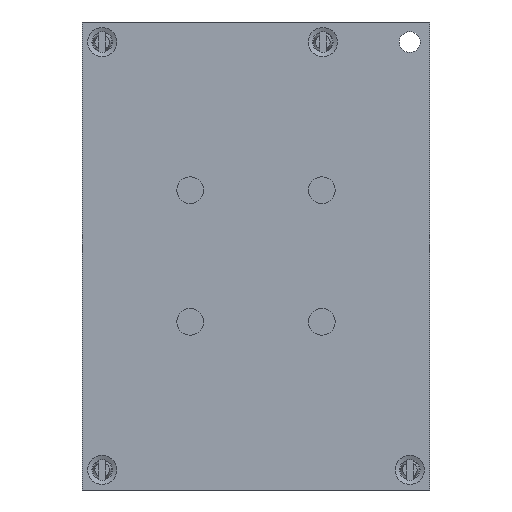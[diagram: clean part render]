
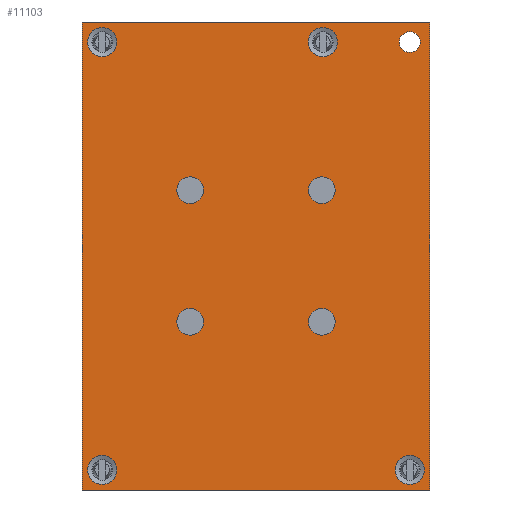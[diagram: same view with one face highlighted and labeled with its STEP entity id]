
A CAD part, front view. The second image highlights one B-rep face of the part: STEP entity #11103.
In plain terms, the highlighted planar face has unit normal (0, -1, 0).
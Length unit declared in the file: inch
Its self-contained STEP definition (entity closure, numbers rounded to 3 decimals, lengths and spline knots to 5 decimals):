
#10687=CARTESIAN_POINT('',(1.572,0.25,3.2));
#10688=VERTEX_POINT('',#10687);
#10695=CARTESIAN_POINT('',(1.65,0.25,3.2));
#10696=DIRECTION('',(0.,1.,0.));
#10697=DIRECTION('',(1.,0.,0.));
#10698=AXIS2_PLACEMENT_3D('',#10695,#10696,#10697);
#10699=CIRCLE('',#10698,0.078);
#10700=EDGE_CURVE('',#10688,#10688,#10699,.T.);
#10720=CARTESIAN_POINT('',(1.564,0.25,1.108));
#10721=VERTEX_POINT('',#10720);
#10728=CARTESIAN_POINT('',(1.642,0.25,1.108));
#10729=DIRECTION('',(0.,1.,0.));
#10730=DIRECTION('',(1.,0.,0.));
#10731=AXIS2_PLACEMENT_3D('',#10728,#10729,#10730);
#10732=CIRCLE('',#10731,0.078);
#10733=EDGE_CURVE('',#10721,#10721,#10732,.T.);
#10753=CARTESIAN_POINT('',(1.564,0.25,2.092));
#10754=VERTEX_POINT('',#10753);
#10761=CARTESIAN_POINT('',(1.642,0.25,2.092));
#10762=DIRECTION('',(0.,1.,0.));
#10763=DIRECTION('',(1.,0.,0.));
#10764=AXIS2_PLACEMENT_3D('',#10761,#10762,#10763);
#10765=CIRCLE('',#10764,0.078);
#10766=EDGE_CURVE('',#10754,#10754,#10765,.T.);
#10786=CARTESIAN_POINT('',(0.58,0.25,2.092));
#10787=VERTEX_POINT('',#10786);
#10794=CARTESIAN_POINT('',(0.658,0.25,2.092));
#10795=DIRECTION('',(0.,1.,0.));
#10796=DIRECTION('',(1.,0.,0.));
#10797=AXIS2_PLACEMENT_3D('',#10794,#10795,#10796);
#10798=CIRCLE('',#10797,0.078);
#10799=EDGE_CURVE('',#10787,#10787,#10798,.T.);
#10819=CARTESIAN_POINT('',(0.58,0.25,1.108));
#10820=VERTEX_POINT('',#10819);
#10827=CARTESIAN_POINT('',(0.658,0.25,1.108));
#10828=DIRECTION('',(0.,1.,0.));
#10829=DIRECTION('',(1.,0.,0.));
#10830=AXIS2_PLACEMENT_3D('',#10827,#10828,#10829);
#10831=CIRCLE('',#10830,0.078);
#10832=EDGE_CURVE('',#10820,#10820,#10831,.T.);
#10852=CARTESIAN_POINT('',(-0.078,0.25,0.));
#10853=VERTEX_POINT('',#10852);
#10860=CARTESIAN_POINT('',(0.,0.25,0.));
#10861=DIRECTION('',(0.,1.,0.));
#10862=DIRECTION('',(1.,0.,0.));
#10863=AXIS2_PLACEMENT_3D('',#10860,#10861,#10862);
#10864=CIRCLE('',#10863,0.078);
#10865=EDGE_CURVE('',#10853,#10853,#10864,.T.);
#10885=CARTESIAN_POINT('',(2.222,0.25,0.));
#10886=VERTEX_POINT('',#10885);
#10893=CARTESIAN_POINT('',(2.3,0.25,0.));
#10894=DIRECTION('',(0.,1.,0.));
#10895=DIRECTION('',(1.,0.,0.));
#10896=AXIS2_PLACEMENT_3D('',#10893,#10894,#10895);
#10897=CIRCLE('',#10896,0.078);
#10898=EDGE_CURVE('',#10886,#10886,#10897,.T.);
#10918=CARTESIAN_POINT('',(2.222,0.25,3.2));
#10919=VERTEX_POINT('',#10918);
#10926=CARTESIAN_POINT('',(2.3,0.25,3.2));
#10927=DIRECTION('',(0.,1.,0.));
#10928=DIRECTION('',(1.,0.,0.));
#10929=AXIS2_PLACEMENT_3D('',#10926,#10927,#10928);
#10930=CIRCLE('',#10929,0.078);
#10931=EDGE_CURVE('',#10919,#10919,#10930,.T.);
#10951=CARTESIAN_POINT('',(-0.078,0.25,3.2));
#10952=VERTEX_POINT('',#10951);
#10959=CARTESIAN_POINT('',(0.,0.25,3.2));
#10960=DIRECTION('',(0.,1.,0.));
#10961=DIRECTION('',(1.,0.,0.));
#10962=AXIS2_PLACEMENT_3D('',#10959,#10960,#10961);
#10963=CIRCLE('',#10962,0.078);
#10964=EDGE_CURVE('',#10952,#10952,#10963,.T.);
#10975=CARTESIAN_POINT('',(2.45,0.25,3.35));
#10976=VERTEX_POINT('',#10975);
#10993=CARTESIAN_POINT('',(-0.15,0.25,3.35));
#10994=VERTEX_POINT('',#10993);
#11001=CARTESIAN_POINT('',(1.15,0.25,3.35));
#11002=DIRECTION('',(1.,0.,0.));
#11003=VECTOR('',#11002,1.);
#11004=LINE('',#11001,#11003);
#11005=EDGE_CURVE('',#10994,#10976,#11004,.T.);
#11015=CARTESIAN_POINT('',(2.45,0.25,-0.15));
#11016=VERTEX_POINT('',#11015);
#11025=CARTESIAN_POINT('',(-0.15,0.25,-0.15));
#11026=VERTEX_POINT('',#11025);
#11027=CARTESIAN_POINT('',(1.15,0.25,-0.15));
#11028=DIRECTION('',(-1.,0.,0.));
#11029=VECTOR('',#11028,1.);
#11030=LINE('',#11027,#11029);
#11031=EDGE_CURVE('',#11016,#11026,#11030,.T.);
#11055=CARTESIAN_POINT('',(-0.15,0.25,1.6));
#11056=DIRECTION('',(0.,0.,1.));
#11057=VECTOR('',#11056,1.);
#11058=LINE('',#11055,#11057);
#11059=EDGE_CURVE('',#11026,#10994,#11058,.T.);
#11060=ORIENTED_EDGE('',*,*,#11059,.F.);
#11061=ORIENTED_EDGE('',*,*,#11031,.F.);
#11062=CARTESIAN_POINT('',(2.45,0.25,1.6));
#11063=DIRECTION('',(0.,0.,-1.));
#11064=VECTOR('',#11063,1.);
#11065=LINE('',#11062,#11064);
#11066=EDGE_CURVE('',#10976,#11016,#11065,.T.);
#11067=ORIENTED_EDGE('',*,*,#11066,.F.);
#11068=ORIENTED_EDGE('',*,*,#11005,.F.);
#11069=EDGE_LOOP('',(#11060,#11061,#11067,#11068));
#11070=FACE_OUTER_BOUND('',#11069,.T.);
#11071=ORIENTED_EDGE('',*,*,#10700,.T.);
#11072=EDGE_LOOP('',(#11071));
#11073=FACE_BOUND('',#11072,.T.);
#11074=ORIENTED_EDGE('',*,*,#10733,.T.);
#11075=EDGE_LOOP('',(#11074));
#11076=FACE_BOUND('',#11075,.T.);
#11077=ORIENTED_EDGE('',*,*,#10766,.T.);
#11078=EDGE_LOOP('',(#11077));
#11079=FACE_BOUND('',#11078,.T.);
#11080=ORIENTED_EDGE('',*,*,#10799,.T.);
#11081=EDGE_LOOP('',(#11080));
#11082=FACE_BOUND('',#11081,.T.);
#11083=ORIENTED_EDGE('',*,*,#10832,.T.);
#11084=EDGE_LOOP('',(#11083));
#11085=FACE_BOUND('',#11084,.T.);
#11086=ORIENTED_EDGE('',*,*,#10865,.T.);
#11087=EDGE_LOOP('',(#11086));
#11088=FACE_BOUND('',#11087,.T.);
#11089=ORIENTED_EDGE('',*,*,#10898,.T.);
#11090=EDGE_LOOP('',(#11089));
#11091=FACE_BOUND('',#11090,.T.);
#11092=ORIENTED_EDGE('',*,*,#10931,.T.);
#11093=EDGE_LOOP('',(#11092));
#11094=FACE_BOUND('',#11093,.T.);
#11095=ORIENTED_EDGE('',*,*,#10964,.T.);
#11096=EDGE_LOOP('',(#11095));
#11097=FACE_BOUND('',#11096,.T.);
#11098=CARTESIAN_POINT('',(1.15,0.25,1.6));
#11099=DIRECTION('',(0.,1.,0.));
#11100=DIRECTION('',(0.,0.,1.));
#11101=AXIS2_PLACEMENT_3D('',#11098,#11099,#11100);
#11102=PLANE('',#11101);
#11103=ADVANCED_FACE('',(#11070,#11073,#11076,#11079,#11082,#11085,#11088,#11091,#11094,#11097),#11102,.F.);
